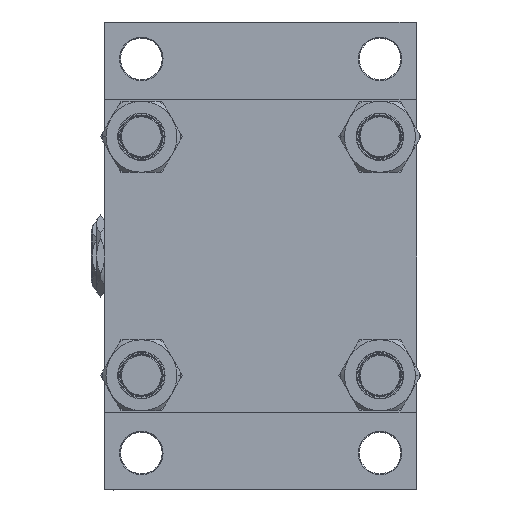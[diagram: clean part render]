
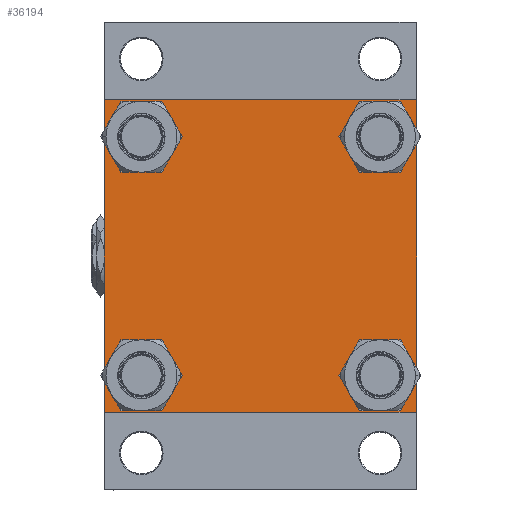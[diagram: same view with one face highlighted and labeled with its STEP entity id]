
A CAD part, left-side view. The second image highlights one B-rep face of the part: STEP entity #36194.
In plain terms, the highlighted planar face has unit normal (-1, 0, 0).
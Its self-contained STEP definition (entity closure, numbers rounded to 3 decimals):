
#419 = DIRECTION ( 'NONE',  ( 1., 0., 0. ) ) ;
#553 = LINE ( 'NONE', #26685, #14051 ) ;
#1364 = VERTEX_POINT ( 'NONE', #36244 ) ;
#1819 = CARTESIAN_POINT ( 'NONE',  ( 0., 0., 0. ) ) ;
#2346 = VECTOR ( 'NONE', #25079, 1000. ) ;
#2782 = DIRECTION ( 'NONE',  ( 0., 0., 1. ) ) ;
#3275 = CARTESIAN_POINT ( 'NONE',  ( 0., -62.95, -62.95 ) ) ;
#3864 = VERTEX_POINT ( 'NONE', #9096 ) ;
#4672 = LINE ( 'NONE', #7686, #7192 ) ;
#4845 = VERTEX_POINT ( 'NONE', #44246 ) ;
#5050 = CARTESIAN_POINT ( 'NONE',  ( 0., -82.5, 82. ) ) ;
#5415 = ORIENTED_EDGE ( 'NONE', *, *, #45948, .T. ) ;
#5741 = LINE ( 'NONE', #42984, #16004 ) ;
#5970 = ORIENTED_EDGE ( 'NONE', *, *, #8326, .T. ) ;
#6298 = CARTESIAN_POINT ( 'NONE',  ( 0., 62.95, -62.95 ) ) ;
#7022 = DIRECTION ( 'NONE',  ( 0., 0., 1. ) ) ;
#7192 = VECTOR ( 'NONE', #34819, 1000. ) ;
#7345 = EDGE_CURVE ( 'NONE', #13520, #43449, #31859, .T. ) ;
#7686 = CARTESIAN_POINT ( 'NONE',  ( 0., 82.5, -82.5 ) ) ;
#7893 = DIRECTION ( 'NONE',  ( 0., 0., 1. ) ) ;
#8066 = EDGE_CURVE ( 'NONE', #1364, #26564, #41021, .T. ) ;
#8326 = EDGE_CURVE ( 'NONE', #4845, #13520, #5741, .T. ) ;
#8483 = VECTOR ( 'NONE', #13043, 1000. ) ;
#8734 = LINE ( 'NONE', #24055, #31321 ) ;
#9021 = ORIENTED_EDGE ( 'NONE', *, *, #10755, .F. ) ;
#9096 = CARTESIAN_POINT ( 'NONE',  ( 0., 62.95, -74.45 ) ) ;
#9149 = CIRCLE ( 'NONE', #31610, 11.5 ) ;
#9344 = PLANE ( 'NONE',  #28742 ) ;
#9652 = CARTESIAN_POINT ( 'NONE',  ( 0., 82.5, -82. ) ) ;
#9727 = EDGE_CURVE ( 'NONE', #25717, #48071, #20058, .T. ) ;
#10755 = EDGE_CURVE ( 'NONE', #42190, #12170, #8734, .T. ) ;
#10983 = CARTESIAN_POINT ( 'NONE',  ( 0., -82., 82.5 ) ) ;
#11165 = ORIENTED_EDGE ( 'NONE', *, *, #42503, .T. ) ;
#11800 = EDGE_CURVE ( 'NONE', #38865, #19458, #40977, .T. ) ;
#12170 = VERTEX_POINT ( 'NONE', #29774 ) ;
#12435 = CIRCLE ( 'NONE', #38888, 11.5 ) ;
#12659 = ORIENTED_EDGE ( 'NONE', *, *, #43962, .T. ) ;
#12673 = AXIS2_PLACEMENT_3D ( 'NONE', #22966, #26751, #7893 ) ;
#13043 = DIRECTION ( 'NONE',  ( 0., 0.707, -0.707 ) ) ;
#13354 = DIRECTION ( 'NONE',  ( 0., 0., 1. ) ) ;
#13457 = CIRCLE ( 'NONE', #12673, 11.5 ) ;
#13520 = VERTEX_POINT ( 'NONE', #9652 ) ;
#14051 = VECTOR ( 'NONE', #41994, 1000. ) ;
#14433 = EDGE_LOOP ( 'NONE', ( #15746, #21504 ) ) ;
#15370 = ORIENTED_EDGE ( 'NONE', *, *, #18732, .T. ) ;
#15722 = ORIENTED_EDGE ( 'NONE', *, *, #35554, .T. ) ;
#15746 = ORIENTED_EDGE ( 'NONE', *, *, #20077, .T. ) ;
#16004 = VECTOR ( 'NONE', #39199, 1000. ) ;
#16220 = CARTESIAN_POINT ( 'NONE',  ( 0., -62.95, -74.45 ) ) ;
#16474 = ORIENTED_EDGE ( 'NONE', *, *, #25278, .T. ) ;
#16613 = ORIENTED_EDGE ( 'NONE', *, *, #27897, .T. ) ;
#16782 = VECTOR ( 'NONE', #24956, 1000. ) ;
#17075 = CIRCLE ( 'NONE', #33177, 11.5 ) ;
#17730 = AXIS2_PLACEMENT_3D ( 'NONE', #6298, #19001, #41870 ) ;
#17948 = ORIENTED_EDGE ( 'NONE', *, *, #9727, .T. ) ;
#18732 = EDGE_CURVE ( 'NONE', #47558, #3864, #9149, .T. ) ;
#19001 = DIRECTION ( 'NONE',  ( 1., 0., 0. ) ) ;
#19458 = VERTEX_POINT ( 'NONE', #39938 ) ;
#19630 = ORIENTED_EDGE ( 'NONE', *, *, #8066, .F. ) ;
#19687 = DIRECTION ( 'NONE',  ( 0., 0., 1. ) ) ;
#20058 = CIRCLE ( 'NONE', #25669, 11.5 ) ;
#20077 = EDGE_CURVE ( 'NONE', #19458, #38865, #17075, .T. ) ;
#20887 = FACE_BOUND ( 'NONE', #46786, .T. ) ;
#20921 = AXIS2_PLACEMENT_3D ( 'NONE', #29153, #25380, #2782 ) ;
#21504 = ORIENTED_EDGE ( 'NONE', *, *, #11800, .T. ) ;
#21689 = ORIENTED_EDGE ( 'NONE', *, *, #30434, .T. ) ;
#21892 = FACE_BOUND ( 'NONE', #32472, .T. ) ;
#21925 = CARTESIAN_POINT ( 'NONE',  ( 0., 82.5, 82.5 ) ) ;
#22315 = VECTOR ( 'NONE', #41464, 1000. ) ;
#22767 = CARTESIAN_POINT ( 'NONE',  ( 0., 62.95, 62.95 ) ) ;
#22966 = CARTESIAN_POINT ( 'NONE',  ( 0., -62.95, 62.95 ) ) ;
#24055 = CARTESIAN_POINT ( 'NONE',  ( 0., -82.5, 82.5 ) ) ;
#24850 = LINE ( 'NONE', #47450, #8483 ) ;
#24956 = DIRECTION ( 'NONE',  ( 0., -1., 0. ) ) ;
#24996 = ORIENTED_EDGE ( 'NONE', *, *, #36223, .T. ) ;
#25079 = DIRECTION ( 'NONE',  ( 0., -0.707, -0.707 ) ) ;
#25278 = EDGE_CURVE ( 'NONE', #48071, #25717, #12435, .T. ) ;
#25380 = DIRECTION ( 'NONE',  ( 1., 0., 0. ) ) ;
#25669 = AXIS2_PLACEMENT_3D ( 'NONE', #27232, #42557, #19687 ) ;
#25717 = VERTEX_POINT ( 'NONE', #16220 ) ;
#25974 = CARTESIAN_POINT ( 'NONE',  ( 0., -62.95, 62.95 ) ) ;
#26359 = DIRECTION ( 'NONE',  ( 1., 0., 0. ) ) ;
#26396 = LINE ( 'NONE', #38174, #22315 ) ;
#26474 = CARTESIAN_POINT ( 'NONE',  ( 0., 62.95, 51.45 ) ) ;
#26564 = VERTEX_POINT ( 'NONE', #10983 ) ;
#26685 = CARTESIAN_POINT ( 'NONE',  ( 0., -82.25, 82.25 ) ) ;
#26751 = DIRECTION ( 'NONE',  ( 1., 0., 0. ) ) ;
#27232 = CARTESIAN_POINT ( 'NONE',  ( 0., -62.95, -62.95 ) ) ;
#27527 = DIRECTION ( 'NONE',  ( 0., 0., 1. ) ) ;
#27897 = EDGE_CURVE ( 'NONE', #42190, #26564, #553, .T. ) ;
#27980 = CARTESIAN_POINT ( 'NONE',  ( 0., -62.95, -51.45 ) ) ;
#28129 = EDGE_LOOP ( 'NONE', ( #5970, #49026, #11165, #24996, #9021, #16613, #19630, #21689 ) ) ;
#28742 = AXIS2_PLACEMENT_3D ( 'NONE', #1819, #32463, #13354 ) ;
#29153 = CARTESIAN_POINT ( 'NONE',  ( 0., 62.95, 62.95 ) ) ;
#29509 = CARTESIAN_POINT ( 'NONE',  ( 0., -62.95, 51.45 ) ) ;
#29774 = CARTESIAN_POINT ( 'NONE',  ( 0., -82.5, -82. ) ) ;
#30434 = EDGE_CURVE ( 'NONE', #1364, #4845, #24850, .T. ) ;
#31321 = VECTOR ( 'NONE', #32357, 1000. ) ;
#31610 = AXIS2_PLACEMENT_3D ( 'NONE', #44706, #34150, #7022 ) ;
#31859 = LINE ( 'NONE', #35865, #2346 ) ;
#32357 = DIRECTION ( 'NONE',  ( 0., 0., -1. ) ) ;
#32463 = DIRECTION ( 'NONE',  ( -1., 0., 0. ) ) ;
#32472 = EDGE_LOOP ( 'NONE', ( #12659, #15722 ) ) ;
#33177 = AXIS2_PLACEMENT_3D ( 'NONE', #22767, #419, #27527 ) ;
#34150 = DIRECTION ( 'NONE',  ( 1., 0., 0. ) ) ;
#34819 = DIRECTION ( 'NONE',  ( 0., -1., 0. ) ) ;
#34891 = CARTESIAN_POINT ( 'NONE',  ( 0., -82., -82.5 ) ) ;
#35554 = EDGE_CURVE ( 'NONE', #41703, #41511, #13457, .T. ) ;
#35865 = CARTESIAN_POINT ( 'NONE',  ( 0., 82.25, -82.25 ) ) ;
#36192 = CARTESIAN_POINT ( 'NONE',  ( 0., 62.95, -51.45 ) ) ;
#36194 = ADVANCED_FACE ( 'NONE', ( #21892, #20887, #37209, #36214, #43742 ), #9344, .T. ) ;
#36214 = FACE_BOUND ( 'NONE', #14433, .T. ) ;
#36223 = EDGE_CURVE ( 'NONE', #43633, #12170, #26396, .T. ) ;
#36244 = CARTESIAN_POINT ( 'NONE',  ( 0., 82., 82.5 ) ) ;
#37209 = FACE_BOUND ( 'NONE', #47515, .T. ) ;
#38145 = DIRECTION ( 'NONE',  ( 0., 0., 1. ) ) ;
#38174 = CARTESIAN_POINT ( 'NONE',  ( 0., -82.25, -82.25 ) ) ;
#38809 = CARTESIAN_POINT ( 'NONE',  ( 0., -62.95, 74.45 ) ) ;
#38865 = VERTEX_POINT ( 'NONE', #26474 ) ;
#38888 = AXIS2_PLACEMENT_3D ( 'NONE', #3275, #26359, #38145 ) ;
#39199 = DIRECTION ( 'NONE',  ( 0., 0., -1. ) ) ;
#39381 = CIRCLE ( 'NONE', #17730, 11.5 ) ;
#39938 = CARTESIAN_POINT ( 'NONE',  ( 0., 62.95, 74.45 ) ) ;
#40170 = AXIS2_PLACEMENT_3D ( 'NONE', #25974, #42671, #42916 ) ;
#40962 = CARTESIAN_POINT ( 'NONE',  ( 0., 82., -82.5 ) ) ;
#40977 = CIRCLE ( 'NONE', #20921, 11.5 ) ;
#41021 = LINE ( 'NONE', #21925, #16782 ) ;
#41464 = DIRECTION ( 'NONE',  ( 0., -0.707, 0.707 ) ) ;
#41511 = VERTEX_POINT ( 'NONE', #38809 ) ;
#41703 = VERTEX_POINT ( 'NONE', #29509 ) ;
#41870 = DIRECTION ( 'NONE',  ( 0., 0., 1. ) ) ;
#41994 = DIRECTION ( 'NONE',  ( 0., 0.707, 0.707 ) ) ;
#42190 = VERTEX_POINT ( 'NONE', #5050 ) ;
#42503 = EDGE_CURVE ( 'NONE', #43449, #43633, #4672, .T. ) ;
#42557 = DIRECTION ( 'NONE',  ( 1., 0., 0. ) ) ;
#42671 = DIRECTION ( 'NONE',  ( 1., 0., 0. ) ) ;
#42916 = DIRECTION ( 'NONE',  ( 0., 0., 1. ) ) ;
#42984 = CARTESIAN_POINT ( 'NONE',  ( 0., 82.5, 82.5 ) ) ;
#43449 = VERTEX_POINT ( 'NONE', #40962 ) ;
#43633 = VERTEX_POINT ( 'NONE', #34891 ) ;
#43742 = FACE_OUTER_BOUND ( 'NONE', #28129, .T. ) ;
#43962 = EDGE_CURVE ( 'NONE', #41511, #41703, #44160, .T. ) ;
#44160 = CIRCLE ( 'NONE', #40170, 11.5 ) ;
#44246 = CARTESIAN_POINT ( 'NONE',  ( 0., 82.5, 82. ) ) ;
#44706 = CARTESIAN_POINT ( 'NONE',  ( 0., 62.95, -62.95 ) ) ;
#45948 = EDGE_CURVE ( 'NONE', #3864, #47558, #39381, .T. ) ;
#46786 = EDGE_LOOP ( 'NONE', ( #16474, #17948 ) ) ;
#47450 = CARTESIAN_POINT ( 'NONE',  ( 0., 82.25, 82.25 ) ) ;
#47515 = EDGE_LOOP ( 'NONE', ( #15370, #5415 ) ) ;
#47558 = VERTEX_POINT ( 'NONE', #36192 ) ;
#48071 = VERTEX_POINT ( 'NONE', #27980 ) ;
#49026 = ORIENTED_EDGE ( 'NONE', *, *, #7345, .T. ) ;
